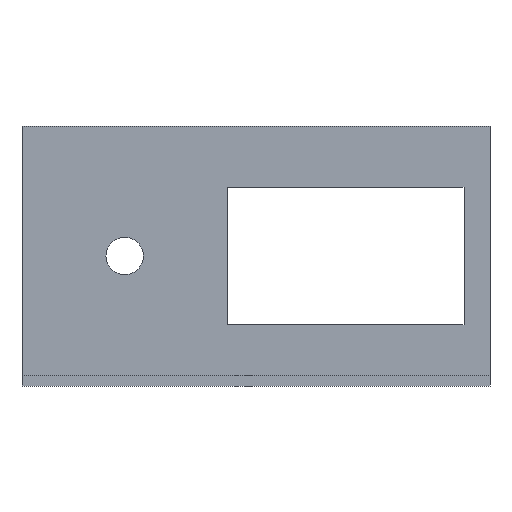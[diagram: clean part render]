
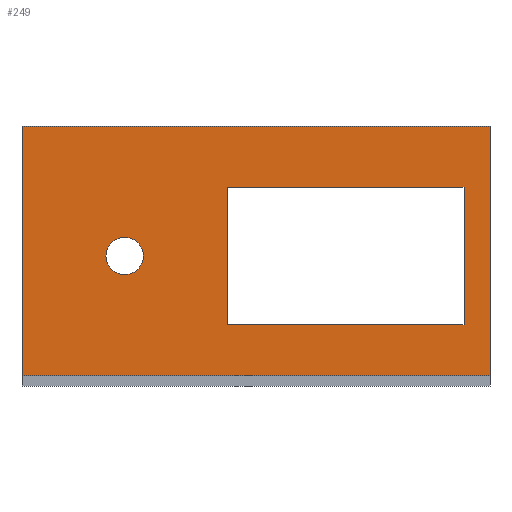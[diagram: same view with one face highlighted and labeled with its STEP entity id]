
A CAD part, front view. The second image highlights one B-rep face of the part: STEP entity #249.
In plain terms, the highlighted planar face has unit normal (0, -1, 0).
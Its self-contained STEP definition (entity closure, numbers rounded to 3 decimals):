
#16=FACE_BOUND('',#38,.T.);
#17=FACE_BOUND('',#39,.T.);
#20=CIRCLE('',#277,3.6);
#24=FACE_OUTER_BOUND('',#37,.T.);
#37=EDGE_LOOP('',(#177,#178,#179,#180));
#38=EDGE_LOOP('',(#181));
#39=EDGE_LOOP('',(#182,#183,#184,#185));
#52=LINE('',#356,#83);
#59=LINE('',#370,#90);
#60=LINE('',#372,#91);
#61=LINE('',#373,#92);
#62=LINE('',#378,#93);
#63=LINE('',#380,#94);
#64=LINE('',#382,#95);
#65=LINE('',#383,#96);
#83=VECTOR('',#293,10.);
#90=VECTOR('',#304,10.);
#91=VECTOR('',#305,10.);
#92=VECTOR('',#306,10.);
#93=VECTOR('',#309,10.);
#94=VECTOR('',#310,10.);
#95=VECTOR('',#311,10.);
#96=VECTOR('',#312,10.);
#114=VERTEX_POINT('',#354);
#115=VERTEX_POINT('',#355);
#120=VERTEX_POINT('',#369);
#121=VERTEX_POINT('',#371);
#122=VERTEX_POINT('',#374);
#123=VERTEX_POINT('',#376);
#124=VERTEX_POINT('',#377);
#125=VERTEX_POINT('',#379);
#126=VERTEX_POINT('',#381);
#136=EDGE_CURVE('',#114,#115,#52,.T.);
#143=EDGE_CURVE('',#115,#120,#59,.T.);
#144=EDGE_CURVE('',#120,#121,#60,.T.);
#145=EDGE_CURVE('',#121,#114,#61,.T.);
#146=EDGE_CURVE('',#122,#122,#20,.T.);
#147=EDGE_CURVE('',#123,#124,#62,.T.);
#148=EDGE_CURVE('',#125,#123,#63,.T.);
#149=EDGE_CURVE('',#126,#125,#64,.T.);
#150=EDGE_CURVE('',#124,#126,#65,.T.);
#177=ORIENTED_EDGE('',*,*,#136,.T.);
#178=ORIENTED_EDGE('',*,*,#143,.T.);
#179=ORIENTED_EDGE('',*,*,#144,.T.);
#180=ORIENTED_EDGE('',*,*,#145,.T.);
#181=ORIENTED_EDGE('',*,*,#146,.F.);
#182=ORIENTED_EDGE('',*,*,#147,.F.);
#183=ORIENTED_EDGE('',*,*,#148,.F.);
#184=ORIENTED_EDGE('',*,*,#149,.F.);
#185=ORIENTED_EDGE('',*,*,#150,.F.);
#237=PLANE('',#276);
#249=ADVANCED_FACE('',(#24,#16,#17),#237,.F.);
#276=AXIS2_PLACEMENT_3D('',#368,#302,#303);
#277=AXIS2_PLACEMENT_3D('',#375,#307,#308);
#293=DIRECTION('',(1.,0.,0.));
#302=DIRECTION('center_axis',(0.,1.,0.));
#303=DIRECTION('ref_axis',(1.,0.,0.));
#304=DIRECTION('',(0.,0.,1.));
#305=DIRECTION('',(-1.,0.,0.));
#306=DIRECTION('',(0.,0.,-1.));
#307=DIRECTION('center_axis',(0.,-1.,0.));
#308=DIRECTION('ref_axis',(1.,0.,0.));
#309=DIRECTION('',(-1.,0.,0.));
#310=DIRECTION('',(0.,0.,1.));
#311=DIRECTION('',(1.,0.,0.));
#312=DIRECTION('',(0.,0.,-1.));
#354=CARTESIAN_POINT('',(0.,0.,2.));
#355=CARTESIAN_POINT('',(90.,0.,2.));
#356=CARTESIAN_POINT('',(67.5,0.,2.));
#368=CARTESIAN_POINT('Origin',(45.,0.,25.));
#369=CARTESIAN_POINT('',(90.,0.,50.));
#370=CARTESIAN_POINT('',(90.,0.,0.));
#371=CARTESIAN_POINT('',(0.,0.,50.));
#372=CARTESIAN_POINT('',(90.,0.,50.));
#373=CARTESIAN_POINT('',(0.,0.,50.));
#374=CARTESIAN_POINT('',(16.15,0.,25.));
#375=CARTESIAN_POINT('Origin',(19.75,0.,25.));
#376=CARTESIAN_POINT('',(85.,0.,38.25));
#377=CARTESIAN_POINT('',(39.5,0.,38.25));
#378=CARTESIAN_POINT('',(85.,0.,38.25));
#379=CARTESIAN_POINT('',(85.,0.,11.75));
#380=CARTESIAN_POINT('',(85.,0.,11.75));
#381=CARTESIAN_POINT('',(39.5,0.,11.75));
#382=CARTESIAN_POINT('',(39.5,0.,11.75));
#383=CARTESIAN_POINT('',(39.5,0.,38.25));
